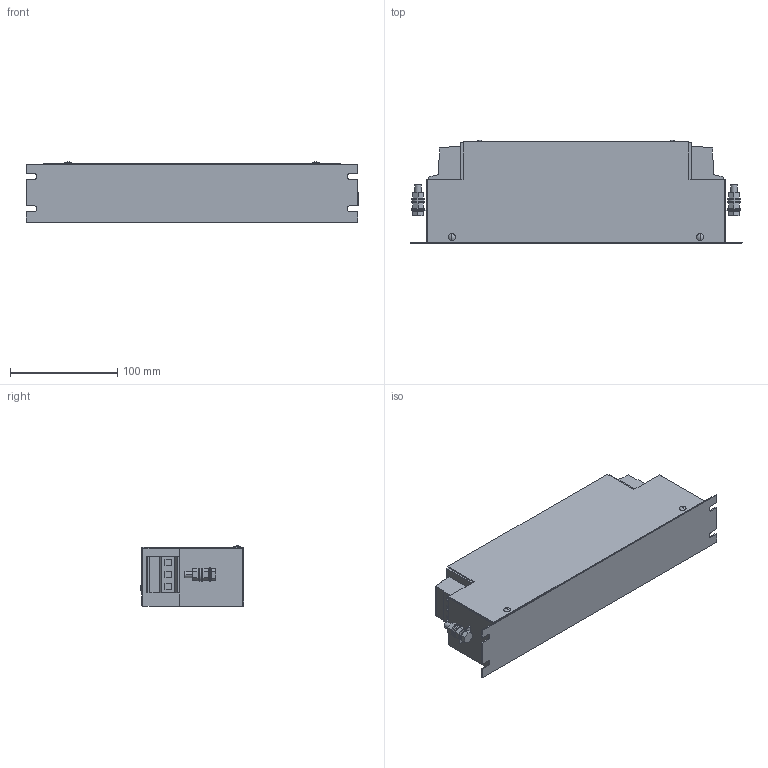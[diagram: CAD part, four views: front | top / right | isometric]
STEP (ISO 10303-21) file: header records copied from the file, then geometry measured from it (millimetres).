
FILE_DESCRIPTION (( 'STEP AP214' ), '1' );
FILE_NAME ('192857.STEP', '2024-09-06T06:33:55', ( '' ), ( '' ), 'SwSTEP 2.0', 'SolidWorks 2022', '' );
FILE_SCHEMA (( 'AUTOMOTIVE_DESIGN' ));
Length unit declared in the file: millimetre
Products named in the file (1): 192857
Bounding box: 310 x 96.37 x 56.37 mm (x, y, z)
Volume: 1385440.5 mm3; surface area: 98685.1 mm2
Topology: 1 solids, 1 shells, 297 faces, 728 edges, 476 vertices
Faces by surface type: plane 221, cylinder 68, sphere 8
Entity records: 8724 total; most frequent: CARTESIAN_POINT 1502, DIRECTION 1496, ORIENTED_EDGE 1456, EDGE_CURVE 728, LINE 556, VECTOR 556, VERTEX_POINT 476, AXIS2_PLACEMENT_3D 470
